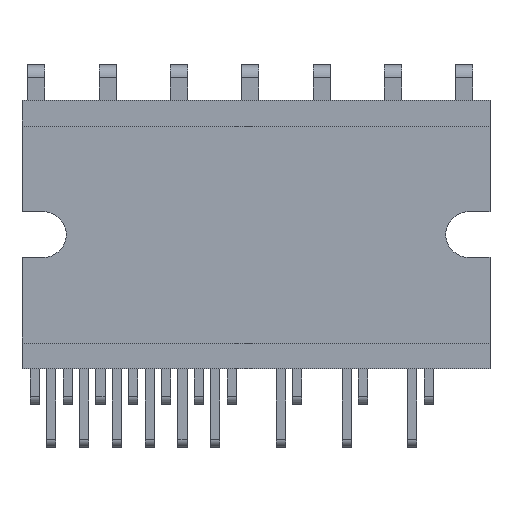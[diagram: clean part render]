
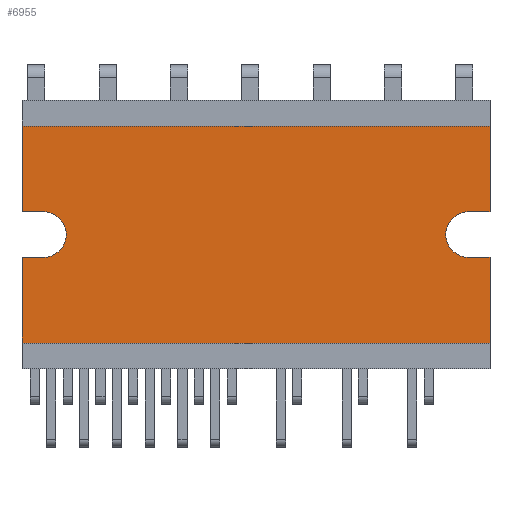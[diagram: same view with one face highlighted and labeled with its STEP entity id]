
A CAD part, front view. The second image highlights one B-rep face of the part: STEP entity #6955.
In plain terms, the highlighted planar face has unit normal (0, -1, 0).
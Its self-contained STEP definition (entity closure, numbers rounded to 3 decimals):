
#199=CIRCLE('',#7425,1.6);
#201=CIRCLE('',#7428,1.6);
#555=FACE_OUTER_BOUND('',#930,.T.);
#930=EDGE_LOOP('',(#6239,#6240,#6241,#6242,#6243,#6244,#6245,#6246,#6247,
#6248,#6249,#6250));
#1778=LINE('',#11155,#2654);
#1786=LINE('',#11171,#2662);
#1790=LINE('',#11180,#2666);
#1793=LINE('',#11186,#2669);
#1797=LINE('',#11194,#2673);
#1800=LINE('',#11201,#2676);
#1806=LINE('',#11220,#2682);
#1808=LINE('',#11224,#2684);
#1813=LINE('',#11232,#2689);
#1814=LINE('',#11234,#2690);
#2654=VECTOR('',#9164,10.);
#2662=VECTOR('',#9176,10.);
#2666=VECTOR('',#9184,10.);
#2669=VECTOR('',#9189,10.);
#2673=VECTOR('',#9195,10.);
#2676=VECTOR('',#9200,10.);
#2682=VECTOR('',#9220,10.);
#2684=VECTOR('',#9224,10.);
#2689=VECTOR('',#9231,10.);
#2690=VECTOR('',#9234,10.);
#3321=VERTEX_POINT('',#11152);
#3322=VERTEX_POINT('',#11154);
#3327=VERTEX_POINT('',#11167);
#3328=VERTEX_POINT('',#11169);
#3331=VERTEX_POINT('',#11179);
#3333=VERTEX_POINT('',#11185);
#3336=VERTEX_POINT('',#11193);
#3338=VERTEX_POINT('',#11199);
#3339=VERTEX_POINT('',#11200);
#3342=VERTEX_POINT('',#11211);
#3343=VERTEX_POINT('',#11212);
#3346=VERTEX_POINT('',#11223);
#4290=EDGE_CURVE('',#3322,#3321,#1778,.T.);
#4298=EDGE_CURVE('',#3327,#3328,#1786,.T.);
#4302=EDGE_CURVE('',#3331,#3322,#1790,.T.);
#4305=EDGE_CURVE('',#3333,#3327,#1793,.T.);
#4309=EDGE_CURVE('',#3336,#3331,#1797,.T.);
#4312=EDGE_CURVE('',#3338,#3339,#1800,.T.);
#4316=EDGE_CURVE('',#3339,#3336,#199,.T.);
#4318=EDGE_CURVE('',#3342,#3343,#201,.T.);
#4322=EDGE_CURVE('',#3343,#3333,#1806,.T.);
#4324=EDGE_CURVE('',#3346,#3342,#1808,.T.);
#4329=EDGE_CURVE('',#3328,#3338,#1813,.T.);
#4330=EDGE_CURVE('',#3321,#3346,#1814,.T.);
#6239=ORIENTED_EDGE('',*,*,#4290,.T.);
#6240=ORIENTED_EDGE('',*,*,#4330,.T.);
#6241=ORIENTED_EDGE('',*,*,#4324,.T.);
#6242=ORIENTED_EDGE('',*,*,#4318,.T.);
#6243=ORIENTED_EDGE('',*,*,#4322,.T.);
#6244=ORIENTED_EDGE('',*,*,#4305,.T.);
#6245=ORIENTED_EDGE('',*,*,#4298,.T.);
#6246=ORIENTED_EDGE('',*,*,#4329,.T.);
#6247=ORIENTED_EDGE('',*,*,#4312,.T.);
#6248=ORIENTED_EDGE('',*,*,#4316,.T.);
#6249=ORIENTED_EDGE('',*,*,#4309,.T.);
#6250=ORIENTED_EDGE('',*,*,#4302,.T.);
#6599=PLANE('',#7433);
#6955=ADVANCED_FACE('',(#555),#6599,.F.);
#7425=AXIS2_PLACEMENT_3D('',#11208,#9206,#9207);
#7428=AXIS2_PLACEMENT_3D('',#11213,#9212,#9213);
#7433=AXIS2_PLACEMENT_3D('',#11233,#9232,#9233);
#9164=DIRECTION('',(1.,0.,0.));
#9176=DIRECTION('',(-1.,0.,0.));
#9184=DIRECTION('',(0.,0.,-1.));
#9189=DIRECTION('',(0.,0.,1.));
#9195=DIRECTION('',(-1.,0.,0.));
#9200=DIRECTION('',(1.,0.,0.));
#9206=DIRECTION('center_axis',(0.,1.,0.));
#9207=DIRECTION('ref_axis',(-1.,0.,0.));
#9212=DIRECTION('center_axis',(0.,1.,0.));
#9213=DIRECTION('ref_axis',(-1.,0.,0.));
#9220=DIRECTION('',(1.,0.,0.));
#9224=DIRECTION('',(-1.,0.,0.));
#9231=DIRECTION('',(0.,0.,-1.));
#9232=DIRECTION('center_axis',(0.,1.,0.));
#9233=DIRECTION('ref_axis',(1.,0.,0.));
#9234=DIRECTION('',(0.,0.,1.));
#11152=CARTESIAN_POINT('',(32.8,0.,1.8));
#11154=CARTESIAN_POINT('',(0.,0.,1.8));
#11155=CARTESIAN_POINT('',(8.2,0.,1.8));
#11167=CARTESIAN_POINT('',(32.8,0.,17.));
#11169=CARTESIAN_POINT('',(0.,0.,17.));
#11171=CARTESIAN_POINT('',(8.2,0.,17.));
#11179=CARTESIAN_POINT('',(0.,0.,7.8));
#11180=CARTESIAN_POINT('',(0.,0.,18.8));
#11185=CARTESIAN_POINT('',(32.8,0.,11.));
#11186=CARTESIAN_POINT('',(32.8,0.,0.));
#11193=CARTESIAN_POINT('',(1.5,0.,7.8));
#11194=CARTESIAN_POINT('',(8.2,0.,7.8));
#11199=CARTESIAN_POINT('',(0.,0.,11.));
#11200=CARTESIAN_POINT('',(1.5,0.,11.));
#11201=CARTESIAN_POINT('',(8.95,0.,11.));
#11208=CARTESIAN_POINT('Origin',(1.5,0.,9.4));
#11211=CARTESIAN_POINT('',(31.3,0.,7.8));
#11212=CARTESIAN_POINT('',(31.3,0.,11.));
#11213=CARTESIAN_POINT('Origin',(31.3,0.,9.4));
#11220=CARTESIAN_POINT('',(24.6,0.,11.));
#11223=CARTESIAN_POINT('',(32.8,0.,7.8));
#11224=CARTESIAN_POINT('',(23.85,0.,7.8));
#11232=CARTESIAN_POINT('',(0.,0.,18.8));
#11233=CARTESIAN_POINT('Origin',(16.4,0.,9.4));
#11234=CARTESIAN_POINT('',(32.8,0.,0.));
